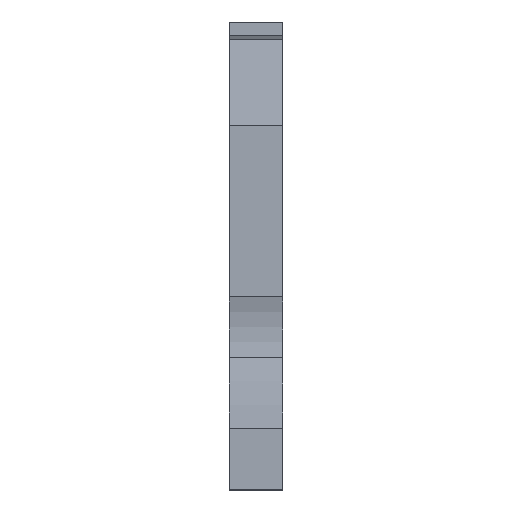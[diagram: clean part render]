
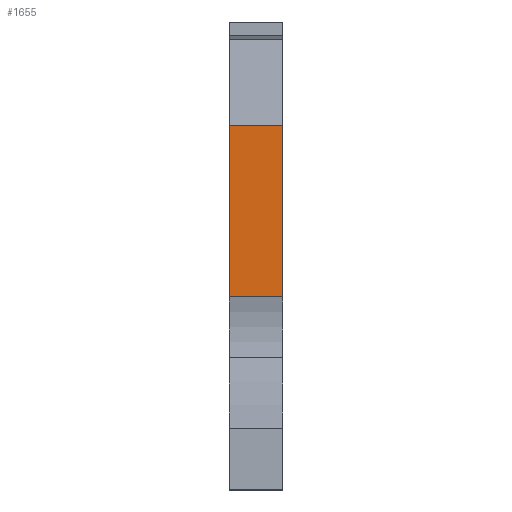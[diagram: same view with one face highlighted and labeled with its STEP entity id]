
A CAD part, front view. The second image highlights one B-rep face of the part: STEP entity #1655.
In plain terms, the highlighted planar face has unit normal (0, -1, 0).
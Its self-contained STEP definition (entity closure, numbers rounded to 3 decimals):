
#103 = CARTESIAN_POINT ( 'NONE',  ( -1.75, -23.45, 17.75 ) ) ;
#189 = LINE ( 'NONE', #190, #191 ) ;
#190 = CARTESIAN_POINT ( 'NONE',  ( -1.75, -23.45, 6.6 ) ) ;
#191 = VECTOR ( 'NONE', #192, 1000. ) ;
#192 = DIRECTION ( 'NONE',  ( 1., 0., 0. ) ) ;
#220 = VERTEX_POINT ( 'NONE', #1334 ) ;
#240 = ORIENTED_EDGE ( 'NONE', *, *, #572, .T. ) ;
#309 = EDGE_CURVE ( 'NONE', #948, #753, #1403, .T. ) ;
#475 = EDGE_LOOP ( 'NONE', ( #940, #943, #894, #240 ) ) ;
#572 = EDGE_CURVE ( 'NONE', #3319, #753, #1848, .T. ) ;
#753 = VERTEX_POINT ( 'NONE', #2586 ) ;
#894 = ORIENTED_EDGE ( 'NONE', *, *, #2889, .T. ) ;
#940 = ORIENTED_EDGE ( 'NONE', *, *, #309, .F. ) ;
#943 = ORIENTED_EDGE ( 'NONE', *, *, #1304, .F. ) ;
#948 = VERTEX_POINT ( 'NONE', #103 ) ;
#1304 = EDGE_CURVE ( 'NONE', #220, #948, #2602, .T. ) ;
#1334 = CARTESIAN_POINT ( 'NONE',  ( -1.75, -23.45, 6.6 ) ) ;
#1403 = LINE ( 'NONE', #1404, #1405 ) ;
#1404 = CARTESIAN_POINT ( 'NONE',  ( -1.75, -23.45, 17.75 ) ) ;
#1405 = VECTOR ( 'NONE', #1406, 1000. ) ;
#1406 = DIRECTION ( 'NONE',  ( 1., 0., 0. ) ) ;
#1655 = ADVANCED_FACE ( 'NONE', ( #2895 ), #2896, .F. ) ;
#1783 = CARTESIAN_POINT ( 'NONE',  ( 1.75, -23.45, 6.6 ) ) ;
#1848 = LINE ( 'NONE', #1849, #1850 ) ;
#1849 = CARTESIAN_POINT ( 'NONE',  ( 1.75, -23.45, 6.6 ) ) ;
#1850 = VECTOR ( 'NONE', #1851, 1000. ) ;
#1851 = DIRECTION ( 'NONE',  ( 0., 0., 1. ) ) ;
#2586 = CARTESIAN_POINT ( 'NONE',  ( 1.75, -23.45, 17.75 ) ) ;
#2602 = LINE ( 'NONE', #2603, #2604 ) ;
#2603 = CARTESIAN_POINT ( 'NONE',  ( -1.75, -23.45, 6.6 ) ) ;
#2604 = VECTOR ( 'NONE', #2605, 1000. ) ;
#2605 = DIRECTION ( 'NONE',  ( 0., 0., 1. ) ) ;
#2889 = EDGE_CURVE ( 'NONE', #220, #3319, #189, .T. ) ;
#2895 = FACE_OUTER_BOUND ( 'NONE', #475, .T. ) ;
#2896 = PLANE ( 'NONE',  #2897 ) ;
#2897 = AXIS2_PLACEMENT_3D ( 'NONE', #2898, #2899, #2900 ) ;
#2898 = CARTESIAN_POINT ( 'NONE',  ( -1.75, -23.45, 6.6 ) ) ;
#2899 = DIRECTION ( 'NONE',  ( 0., 1., 0. ) ) ;
#2900 = DIRECTION ( 'NONE',  ( 0., 0., 1. ) ) ;
#3319 = VERTEX_POINT ( 'NONE', #1783 ) ;
